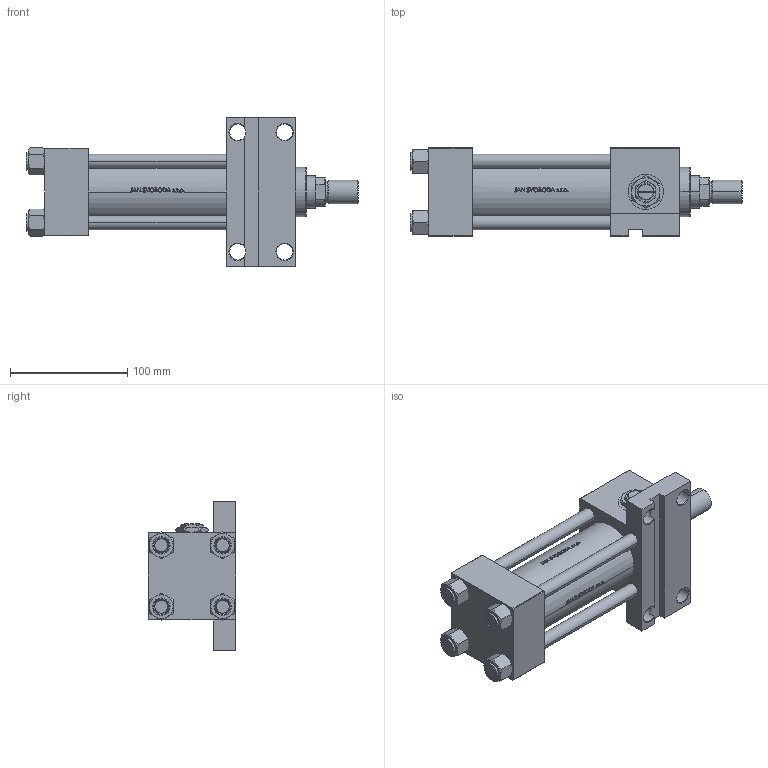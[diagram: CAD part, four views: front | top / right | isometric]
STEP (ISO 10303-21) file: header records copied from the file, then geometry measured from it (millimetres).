
FILE_DESCRIPTION (( 'STEP AP203' ), '1' );
FILE_NAME ('bac7.STEP', '2022-04-16T01:50:08', ( '' ), ( '' ), 'SwSTEP 2.0', 'SolidWorks 2019', '' );
FILE_SCHEMA (( 'CONFIG_CONTROL_DESIGN' ));
Length unit declared in the file: millimetre
Products named in the file (8): bac7; V215CR_F_Body 8fbb58fce07d767c631eaec5a08f68ed; NUT_M5_F 8fbb58fce07d767c631eaec5a08f68ed; Zatka_pro_OIL_PORT 8fbb58fce07d767c631eaec5a08f68ed; V215_VC_A 8fbb58fce07d767c631eaec5a08f68ed; V215CR_VCP_F 8fbb58fce07d767c631eaec5a08f68ed; ROD_END_AH 8fbb58fce07d767c631eaec5a08f68ed; V215CR_F_TYCINKA 8fbb58fce07d767c631eaec5a08f68ed
Assembly tree (13 placements, depth 2):
  bac7
    V215CR_F_Body 8fbb58fce07d767c631eaec5a08f68ed
    V215CR_VCP_F 8fbb58fce07d767c631eaec5a08f68ed
    V215CR_F_TYCINKA 8fbb58fce07d767c631eaec5a08f68ed  x4
    NUT_M5_F 8fbb58fce07d767c631eaec5a08f68ed  x4
    V215_VC_A 8fbb58fce07d767c631eaec5a08f68ed
    ROD_END_AH 8fbb58fce07d767c631eaec5a08f68ed
    Zatka_pro_OIL_PORT 8fbb58fce07d767c631eaec5a08f68ed
Bounding box: 283 x 75 x 127 mm (x, y, z)
Volume: 813539.1 mm3; surface area: 198631 mm2
Topology: 13 solids, 13 shells, 1177 faces, 2960 edges, 1897 vertices
Faces by surface type: plane 467, bspline 380, cone 176, cylinder 144, torus 10
Entity records: 50503 total; most frequent: CARTESIAN_POINT 26692, ORIENTED_EDGE 5412, DIRECTION 3464, EDGE_CURVE 2706, VERTEX_POINT 1753, LINE 1372, VECTOR 1372, EDGE_LOOP 1167
